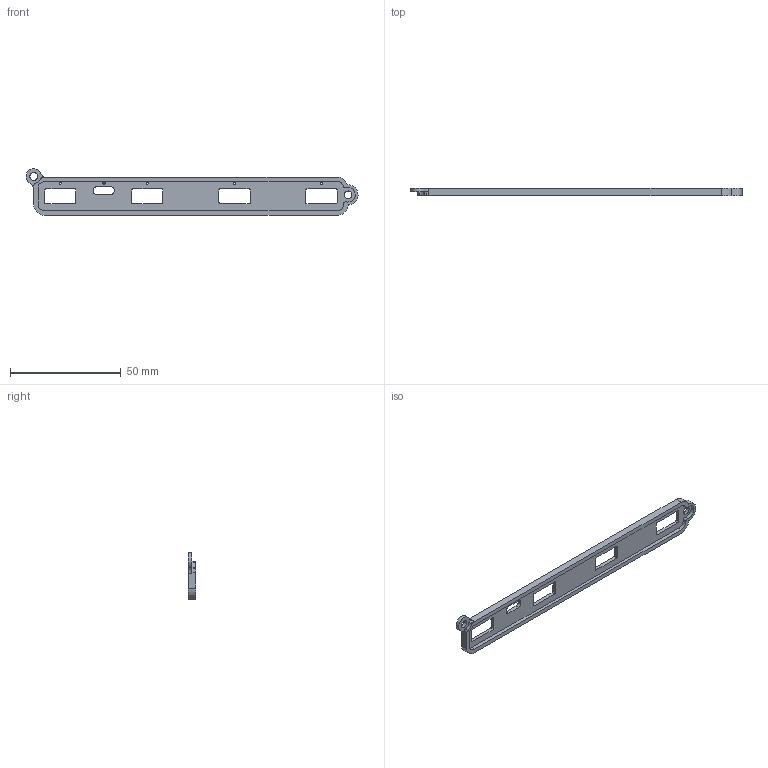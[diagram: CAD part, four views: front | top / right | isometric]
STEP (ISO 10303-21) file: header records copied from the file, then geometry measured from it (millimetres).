
FILE_DESCRIPTION(/* description */ (''),/* implementation_level */ '2;1');
FILE_NAME(/* name */ 'XM-PRO v1.2 - PLASTIC - FRONT support (v1.2D).step',/* time_stamp */ '2023-04-12T01:30:09+02:00',/* author */ (''),/* organization */ (''),/* preprocessor_version */ 'ST-DEVELOPER v19.2',/* originating_system */ 'Autodesk Translation Framework v12.4.0.73',/* authorisation */ '');
FILE_SCHEMA (('AUTOMOTIVE_DESIGN { 1 0 10303 214 3 1 1 }'));
Length unit declared in the file: millimetre
Products named in the file (2): XM-PRO v1.2 - PLASTIC - FRONT support (v1.2D); XM-PRO v1.2 - PLASTIC - FRONT support (v1.2, deprecated) v1
Assembly tree (1 placements, depth 2):
  XM-PRO v1.2 - PLASTIC - FRONT support (v1.2D)
    XM-PRO v1.2 - PLASTIC - FRONT support (v1.2, deprecated) v1
Bounding box: 150 x 3.25 x 21.07 mm (x, y, z)
Volume: 4298 mm3; surface area: 6023.8 mm2
Topology: 1 solids, 1 shells, 100 faces, 290 edges, 193 vertices
Faces by surface type: cylinder 53, plane 47
Full cylindrical faces by diameter (mm): 1 x1, 3.5 x2
Entity records: 3440 total; most frequent: DIRECTION 602, CARTESIAN_POINT 586, ORIENTED_EDGE 580, EDGE_CURVE 290, AXIS2_PLACEMENT_3D 209, VERTEX_POINT 193, LINE 184, VECTOR 184
